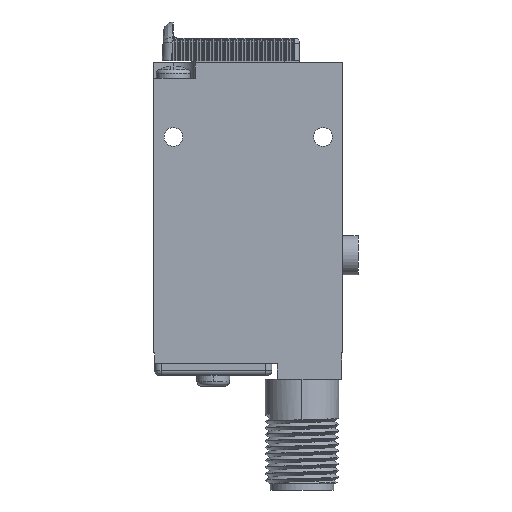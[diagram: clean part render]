
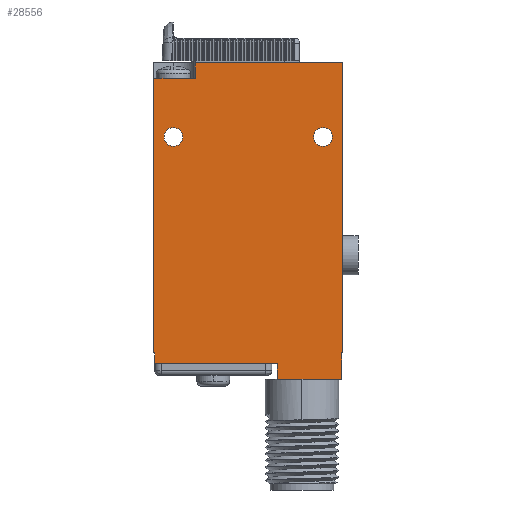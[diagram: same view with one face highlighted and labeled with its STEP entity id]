
A CAD part, left-side view. The second image highlights one B-rep face of the part: STEP entity #28556.
In plain terms, the highlighted planar face has unit normal (-1, 0, 0).
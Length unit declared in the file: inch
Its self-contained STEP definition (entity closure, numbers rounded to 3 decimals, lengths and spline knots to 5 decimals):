
#4642=DIRECTION('',(0.,1.,0.));
#4643=VECTOR('',#4642,0.785);
#4644=CARTESIAN_POINT('',(-0.236,0.42,-1.73));
#4645=LINE('',#4644,#4643);
#4787=DIRECTION('',(0.,0.,-1.));
#4788=VECTOR('',#4787,0.1);
#4789=CARTESIAN_POINT('',(-0.236,0.42,-1.73));
#4790=LINE('',#4789,#4788);
#4791=DIRECTION('',(0.,1.,0.));
#4792=VECTOR('',#4791,0.005);
#4793=CARTESIAN_POINT('',(-0.236,1.205,-1.66));
#4794=LINE('',#4793,#4792);
#4795=DIRECTION('',(0.,-1.,0.));
#4796=VECTOR('',#4795,0.267);
#4797=CARTESIAN_POINT('',(-0.236,1.21,0.1));
#4798=LINE('',#4797,#4796);
#4799=DIRECTION('',(0.,0.,-1.));
#4800=VECTOR('',#4799,0.1);
#4801=CARTESIAN_POINT('',(-0.236,0.943,0.2));
#4802=LINE('',#4801,#4800);
#4803=DIRECTION('',(0.,0.,-1.));
#4804=VECTOR('',#4803,0.2);
#4805=CARTESIAN_POINT('',(-0.236,0.002,0.2));
#4806=LINE('',#4805,#4804);
#4807=DIRECTION('',(0.,-1.,0.));
#4808=VECTOR('',#4807,0.002);
#4809=CARTESIAN_POINT('',(-0.236,0.002,0.));
#4810=LINE('',#4809,#4808);
#4811=DIRECTION('',(0.,0.,-1.));
#4812=VECTOR('',#4811,1.66);
#4813=CARTESIAN_POINT('',(-0.236,0.,0.));
#4814=LINE('',#4813,#4812);
#4815=DIRECTION('',(0.,1.,0.));
#4816=VECTOR('',#4815,0.005);
#4817=CARTESIAN_POINT('',(-0.236,0.,-1.66));
#4818=LINE('',#4817,#4816);
#4819=DIRECTION('',(0.,0.,-1.));
#4820=VECTOR('',#4819,0.17);
#4821=CARTESIAN_POINT('',(-0.236,0.005,-1.66));
#4822=LINE('',#4821,#4820);
#4823=CARTESIAN_POINT('',(-0.236,1.085,-0.275));
#4824=DIRECTION('',(1.,0.,0.));
#4825=DIRECTION('',(0.,0.,-1.));
#4826=AXIS2_PLACEMENT_3D('',#4823,#4824,#4825);
#4828=CARTESIAN_POINT('',(-0.236,1.085,-0.275));
#4829=DIRECTION('',(1.,0.,0.));
#4830=DIRECTION('',(0.,0.,1.));
#4831=AXIS2_PLACEMENT_3D('',#4828,#4829,#4830);
#4833=CARTESIAN_POINT('',(-0.236,0.125,-0.275));
#4834=DIRECTION('',(1.,0.,0.));
#4835=DIRECTION('',(0.,0.,-1.));
#4836=AXIS2_PLACEMENT_3D('',#4833,#4834,#4835);
#4838=CARTESIAN_POINT('',(-0.236,0.125,-0.275));
#4839=DIRECTION('',(1.,0.,0.));
#4840=DIRECTION('',(0.,0.,1.));
#4841=AXIS2_PLACEMENT_3D('',#4838,#4839,#4840);
#4848=DIRECTION('',(0.,1.,0.));
#4849=VECTOR('',#4848,0.255);
#4850=CARTESIAN_POINT('',(-0.236,0.005,-1.83));
#4851=LINE('',#4850,#4849);
#8202=DIRECTION('',(0.,1.,0.));
#8203=VECTOR('',#8202,0.941);
#8204=CARTESIAN_POINT('',(-0.236,0.002,0.2));
#8205=LINE('',#8204,#8203);
#14543=DIRECTION('',(0.,0.,-1.));
#14544=VECTOR('',#14543,1.76);
#14545=CARTESIAN_POINT('',(-0.236,1.21,0.1));
#14546=LINE('',#14545,#14544);
#14656=DIRECTION('',(0.,0.,-1.));
#14657=VECTOR('',#14656,0.07);
#14658=CARTESIAN_POINT('',(-0.236,1.205,-1.66));
#14659=LINE('',#14658,#14657);
#15027=DIRECTION('',(0.,1.,0.));
#15028=VECTOR('',#15027,0.16);
#15029=CARTESIAN_POINT('',(-0.236,0.26,-1.83));
#15030=LINE('',#15029,#15028);
#18209=CARTESIAN_POINT('',(-0.236,0.,0.));
#18210=CARTESIAN_POINT('',(-0.236,0.,-1.66));
#18211=VERTEX_POINT('',#18209);
#18212=VERTEX_POINT('',#18210);
#18217=CARTESIAN_POINT('',(-0.236,1.21,-1.66));
#18219=VERTEX_POINT('',#18217);
#18229=CARTESIAN_POINT('',(-0.236,1.085,-0.335));
#18230=CARTESIAN_POINT('',(-0.236,1.085,-0.215));
#18231=VERTEX_POINT('',#18229);
#18232=VERTEX_POINT('',#18230);
#18233=CARTESIAN_POINT('',(-0.236,0.125,-0.335));
#18234=CARTESIAN_POINT('',(-0.236,0.125,-0.215));
#18235=VERTEX_POINT('',#18233);
#18236=VERTEX_POINT('',#18234);
#18525=CARTESIAN_POINT('',(-0.236,0.943,0.2));
#18527=VERTEX_POINT('',#18525);
#18541=CARTESIAN_POINT('',(-0.236,0.943,0.1));
#18542=VERTEX_POINT('',#18541);
#18547=CARTESIAN_POINT('',(-0.236,0.002,0.2));
#18548=VERTEX_POINT('',#18547);
#18619=CARTESIAN_POINT('',(-0.236,1.21,0.1));
#18620=VERTEX_POINT('',#18619);
#18627=CARTESIAN_POINT('',(-0.236,0.002,0.));
#18629=VERTEX_POINT('',#18627);
#19989=CARTESIAN_POINT('',(-0.236,1.205,-1.73));
#19991=VERTEX_POINT('',#19989);
#20056=CARTESIAN_POINT('',(-0.236,0.005,-1.83));
#20058=VERTEX_POINT('',#20056);
#20061=CARTESIAN_POINT('',(-0.236,0.42,-1.73));
#20062=VERTEX_POINT('',#20061);
#20063=CARTESIAN_POINT('',(-0.236,0.42,-1.83));
#20064=VERTEX_POINT('',#20063);
#21537=CARTESIAN_POINT('',(-0.236,0.005,-1.66));
#21539=VERTEX_POINT('',#21537);
#21541=CARTESIAN_POINT('',(-0.236,1.205,-1.66));
#21543=VERTEX_POINT('',#21541);
#21658=CARTESIAN_POINT('',(-0.236,0.26,-1.83));
#21660=VERTEX_POINT('',#21658);
#28509=CARTESIAN_POINT('',(-0.236,0.,0.));
#28510=DIRECTION('',(1.,0.,0.));
#28511=DIRECTION('',(0.,0.,-1.));
#28512=AXIS2_PLACEMENT_3D('',#28509,#28510,#28511);
#28513=PLANE('',#28512);
#28515=ORIENTED_EDGE('',*,*,#28514,.T.);
#28517=ORIENTED_EDGE('',*,*,#28516,.T.);
#28518=ORIENTED_EDGE('',*,*,#28502,.F.);
#28519=ORIENTED_EDGE('',*,*,#28420,.T.);
#28521=ORIENTED_EDGE('',*,*,#28520,.F.);
#28523=ORIENTED_EDGE('',*,*,#28522,.T.);
#28525=ORIENTED_EDGE('',*,*,#28524,.F.);
#28527=ORIENTED_EDGE('',*,*,#28526,.T.);
#28529=ORIENTED_EDGE('',*,*,#28528,.F.);
#28531=ORIENTED_EDGE('',*,*,#28530,.F.);
#28533=ORIENTED_EDGE('',*,*,#28532,.T.);
#28535=ORIENTED_EDGE('',*,*,#28534,.T.);
#28537=ORIENTED_EDGE('',*,*,#28536,.T.);
#28539=ORIENTED_EDGE('',*,*,#28538,.T.);
#28541=ORIENTED_EDGE('',*,*,#28540,.T.);
#28542=EDGE_LOOP('',(#28515,#28517,#28518,#28519,#28521,#28523,#28525,#28527,
#28529,#28531,#28533,#28535,#28537,#28539,#28541));
#28543=FACE_OUTER_BOUND('',#28542,.F.);
#28545=ORIENTED_EDGE('',*,*,#28544,.F.);
#28547=ORIENTED_EDGE('',*,*,#28546,.F.);
#28548=EDGE_LOOP('',(#28545,#28547));
#28549=FACE_BOUND('',#28548,.F.);
#28551=ORIENTED_EDGE('',*,*,#28550,.F.);
#28553=ORIENTED_EDGE('',*,*,#28552,.F.);
#28554=EDGE_LOOP('',(#28551,#28553));
#28555=FACE_BOUND('',#28554,.F.);
#28556=ADVANCED_FACE('',(#28543,#28549,#28555),#28513,.F.);
#4827=CIRCLE('',#4826,0.06);
#4832=CIRCLE('',#4831,0.06);
#4837=CIRCLE('',#4836,0.06);
#4842=CIRCLE('',#4841,0.06);
#28420=EDGE_CURVE('',#20062,#19991,#4645,.T.);
#28502=EDGE_CURVE('',#20062,#20064,#4790,.T.);
#28514=EDGE_CURVE('',#20058,#21660,#4851,.T.);
#28516=EDGE_CURVE('',#21660,#20064,#15030,.T.);
#28520=EDGE_CURVE('',#21543,#19991,#14659,.T.);
#28522=EDGE_CURVE('',#21543,#18219,#4794,.T.);
#28524=EDGE_CURVE('',#18620,#18219,#14546,.T.);
#28526=EDGE_CURVE('',#18620,#18542,#4798,.T.);
#28528=EDGE_CURVE('',#18527,#18542,#4802,.T.);
#28530=EDGE_CURVE('',#18548,#18527,#8205,.T.);
#28532=EDGE_CURVE('',#18548,#18629,#4806,.T.);
#28534=EDGE_CURVE('',#18629,#18211,#4810,.T.);
#28536=EDGE_CURVE('',#18211,#18212,#4814,.T.);
#28538=EDGE_CURVE('',#18212,#21539,#4818,.T.);
#28540=EDGE_CURVE('',#21539,#20058,#4822,.T.);
#28544=EDGE_CURVE('',#18231,#18232,#4827,.T.);
#28546=EDGE_CURVE('',#18232,#18231,#4832,.T.);
#28550=EDGE_CURVE('',#18235,#18236,#4837,.T.);
#28552=EDGE_CURVE('',#18236,#18235,#4842,.T.);
